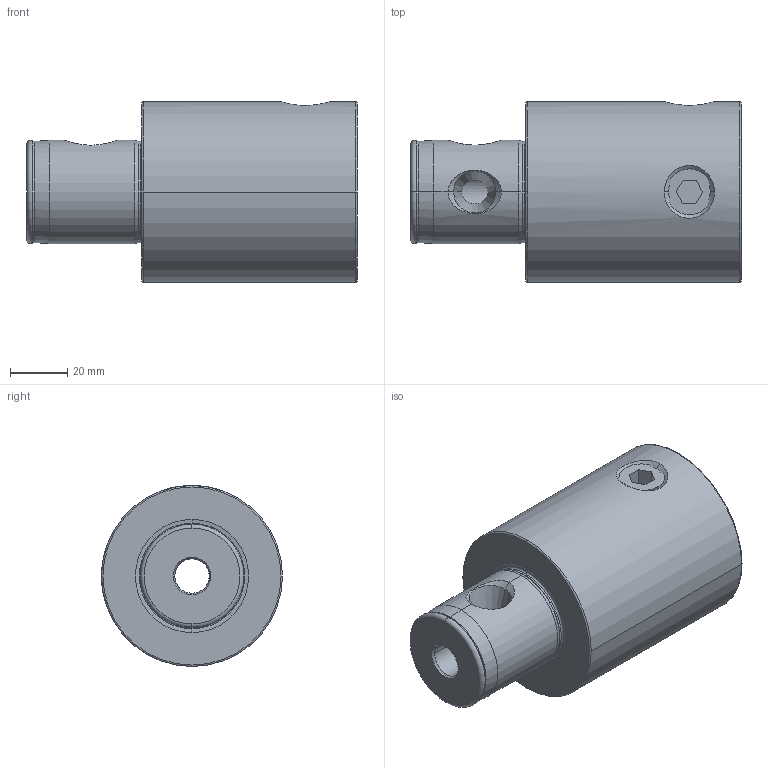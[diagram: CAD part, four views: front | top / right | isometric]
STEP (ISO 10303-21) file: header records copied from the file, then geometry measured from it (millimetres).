
FILE_DESCRIPTION (( 'STEP AP203' ), '1' );
FILE_NAME ('WH6-WH6.001.075.STEP', '2014-05-07T08:07:15', ( 'baer' ), ( 'Hewlett-Packard Company' ), 'SwSTEP 2.0', 'SolidWorks 2012', '' );
FILE_SCHEMA (( 'CONFIG_CONTROL_DESIGN' ));
Length unit declared in the file: millimetre
Products named in the file (3): WH6-WH6.001.075; WH6-ER1.001.021; WH6-WH6.001.075_A
Assembly tree (3 placements, depth 2):
  WH6-WH6.001.075
    WH6-WH6.001.075_A
    WH6-ER1.001.021  x2
Bounding box: 115 x 63 x 63 mm (x, y, z)
Volume: 222568.2 mm3; surface area: 36693.7 mm2
Topology: 3 solids, 3 shells, 94 faces, 208 edges, 120 vertices
Faces by surface type: torus 24, cone 24, plane 22, cylinder 20, bspline 4
Entity records: 3681 total; most frequent: CARTESIAN_POINT 1581, DIRECTION 404, ORIENTED_EDGE 352, EDGE_CURVE 176, AXIS2_PLACEMENT_3D 171, VERTEX_POINT 100, CIRCLE 90, EDGE_LOOP 88
